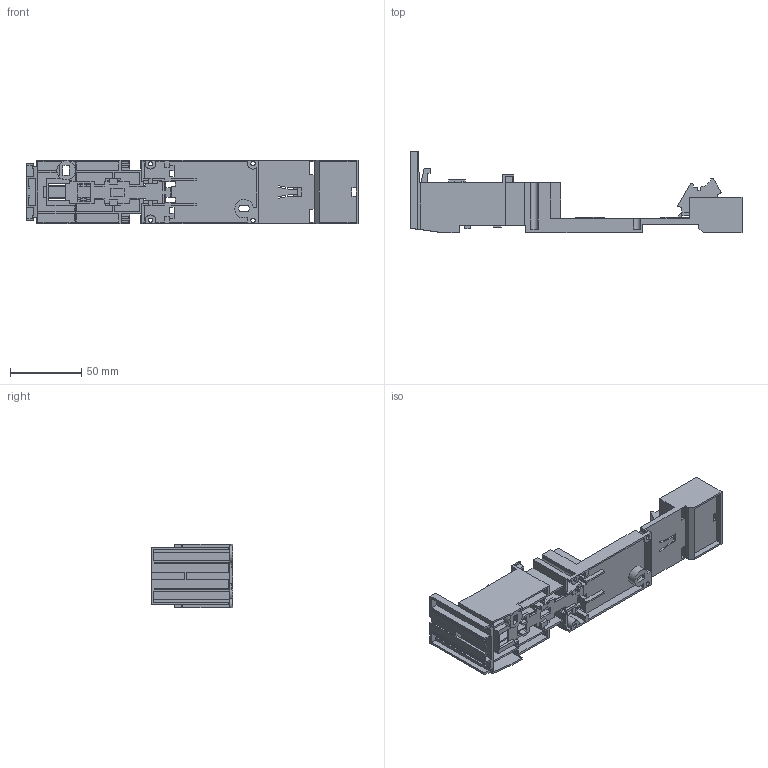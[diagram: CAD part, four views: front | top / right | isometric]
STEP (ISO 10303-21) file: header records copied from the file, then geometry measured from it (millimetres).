
FILE_DESCRIPTION((''),'2;1');
FILE_NAME('SB108739_3D_COLOUR','2013-09-04T',('SESA231906'),('Schneider-Electric'),'PRO/ENGINEER BY PARAMETRIC TECHNOLOGY CORPORATION, 2011410','PRO/ENGINEER BY PARAMETRIC TECHNOLOGY CORPORATION, 2011410','');
FILE_SCHEMA(('CONFIG_CONTROL_DESIGN'));
Length unit declared in the file: millimetre
Products named in the file (1): SB108739_3D_COLOUR
Bounding box: 233.4 x 57.45 x 44.8 mm (x, y, z)
Volume: 105273.3 mm3; surface area: 84957 mm2
Topology: 1 solids, 1 shells, 547 faces, 1619 edges, 1058 vertices
Faces by surface type: plane 514, cylinder 27, extrusion 6
Entity records: 18051 total; most frequent: CARTESIAN_POINT 3299, ORIENTED_EDGE 3238, DIRECTION 2753, EDGE_CURVE 1619, VECTOR 1553, LINE 1547, VERTEX_POINT 1058, AXIS2_PLACEMENT_3D 600
